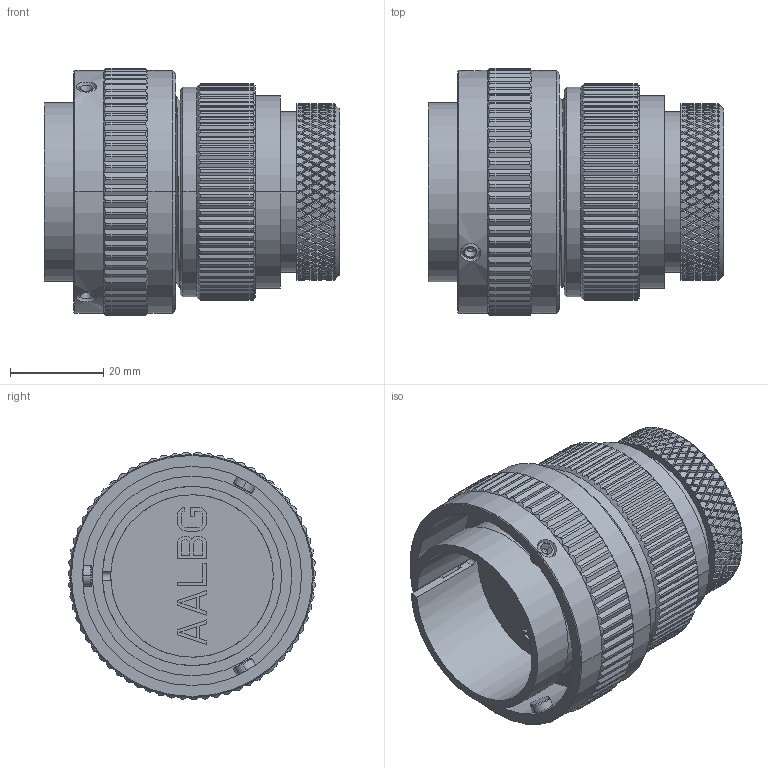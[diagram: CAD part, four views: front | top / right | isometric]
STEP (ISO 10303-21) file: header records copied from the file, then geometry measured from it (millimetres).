
FILE_DESCRIPTION((''),'2;1');
FILE_NAME('VG95234T-28_SW0001','2023-03-20T11:36:05',('paultorloting'),('NET AG system integration'),'CREO PARAMETRIC BY PTC INC, 2021404','CREO PARAMETRIC BY PTC INC, 2021404','');
FILE_SCHEMA(('AUTOMOTIVE_DESIGN { 1 0 10303 214 1 1 1 1 }'));
Products named in the file (1): VG95234T-28_SW0001
Bounding box: 63.3 x 53.14 x 53.12 mm (x, y, z)
Volume: 74239 mm3; surface area: 23301.3 mm2
Topology: 1 solids, 1 shells, 2921 faces, 6979 edges, 4090 vertices
Faces by surface type: plane 2239, cylinder 618, cone 52, bspline 6, torus 6
Entity records: 103336 total; most frequent: CARTESIAN_POINT 22607, ORIENTED_EDGE 13946, DIRECTION 10944, EDGE_CURVE 6973, VERTEX_POINT 4090, VECTOR 3749, LINE 3749, AXIS2_PLACEMENT_3D 3596
